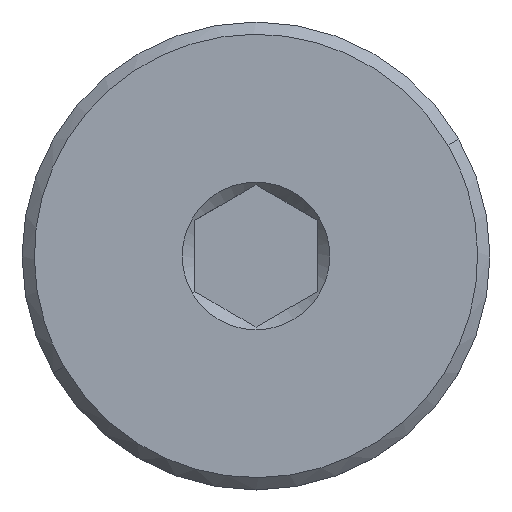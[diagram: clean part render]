
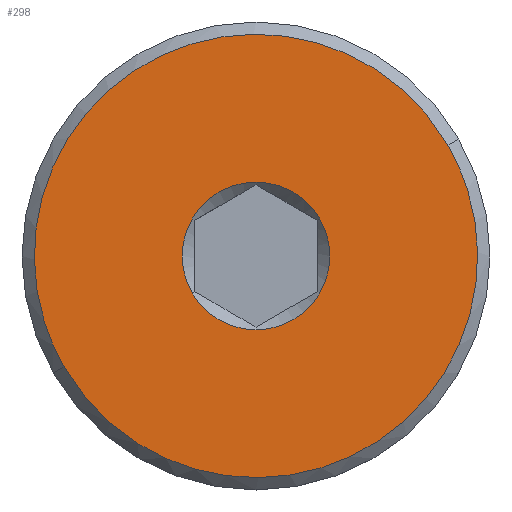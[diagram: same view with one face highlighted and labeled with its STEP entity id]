
A CAD part, top view. The second image highlights one B-rep face of the part: STEP entity #298.
In plain terms, the highlighted planar face has unit normal (0, 0, 1).
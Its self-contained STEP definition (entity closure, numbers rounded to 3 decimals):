
#65=AXIS2_PLACEMENT_3D('Circle Axis2P3D',#63,#64,$) ;
#214=AXIS2_PLACEMENT_3D('Circle Axis2P3D',#212,#213,$) ;
#232=AXIS2_PLACEMENT_3D('Plane Axis2P3D',#229,#230,#231) ;
#60=CARTESIAN_POINT('Vertex',(13.804,16.,21.5)) ;
#63=CARTESIAN_POINT('Axis2P3D Location',(19.,19.,21.5)) ;
#67=CARTESIAN_POINT('Vertex',(24.196,22.,21.5)) ;
#212=CARTESIAN_POINT('Axis2P3D Location',(19.,19.,21.5)) ;
#229=CARTESIAN_POINT('Axis2P3D Location',(19.,19.,21.5)) ;
#235=CARTESIAN_POINT('Control Point',(3.412,10.,21.5)) ;
#236=CARTESIAN_POINT('Control Point',(4.243,8.56,21.5)) ;
#237=CARTESIAN_POINT('Control Point',(5.241,7.216,21.5)) ;
#238=CARTESIAN_POINT('Control Point',(6.39,5.994,21.5)) ;
#239=CARTESIAN_POINT('Control Point',(8.95,3.836,21.5)) ;
#240=CARTESIAN_POINT('Control Point',(11.934,2.319,21.5)) ;
#241=CARTESIAN_POINT('Control Point',(13.507,1.737,21.5)) ;
#242=CARTESIAN_POINT('Control Point',(16.76,0.946,21.5)) ;
#243=CARTESIAN_POINT('Control Point',(20.108,0.918,21.5)) ;
#244=CARTESIAN_POINT('Control Point',(21.776,1.098,21.5)) ;
#245=CARTESIAN_POINT('Control Point',(25.04,1.84,21.5)) ;
#246=CARTESIAN_POINT('Control Point',(28.049,3.306,21.5)) ;
#247=CARTESIAN_POINT('Control Point',(29.463,4.211,21.5)) ;
#248=CARTESIAN_POINT('Control Point',(32.054,6.33,21.5)) ;
#249=CARTESIAN_POINT('Control Point',(34.095,8.983,21.5)) ;
#250=CARTESIAN_POINT('Control Point',(34.957,10.423,21.5)) ;
#251=CARTESIAN_POINT('Control Point',(36.333,13.475,21.5)) ;
#252=CARTESIAN_POINT('Control Point',(36.977,16.76,21.5)) ;
#253=CARTESIAN_POINT('Control Point',(37.107,18.433,21.5)) ;
#254=CARTESIAN_POINT('Control Point',(36.991,21.446,21.5)) ;
#255=CARTESIAN_POINT('Control Point',(36.26,24.365,21.5)) ;
#256=CARTESIAN_POINT('Control Point',(35.815,25.629,21.5)) ;
#257=CARTESIAN_POINT('Control Point',(35.255,26.845,21.5)) ;
#258=CARTESIAN_POINT('Control Point',(34.588,28.,21.5)) ;
#259=CARTESIAN_POINT('Vertex',(3.412,10.,21.5)) ;
#261=CARTESIAN_POINT('Vertex',(34.588,28.,21.5)) ;
#265=CARTESIAN_POINT('Control Point',(34.588,28.,21.5)) ;
#266=CARTESIAN_POINT('Control Point',(33.757,29.44,21.5)) ;
#267=CARTESIAN_POINT('Control Point',(32.759,30.784,21.5)) ;
#268=CARTESIAN_POINT('Control Point',(31.61,32.006,21.5)) ;
#269=CARTESIAN_POINT('Control Point',(29.05,34.164,21.5)) ;
#270=CARTESIAN_POINT('Control Point',(26.066,35.681,21.5)) ;
#271=CARTESIAN_POINT('Control Point',(24.493,36.263,21.5)) ;
#272=CARTESIAN_POINT('Control Point',(21.24,37.054,21.5)) ;
#273=CARTESIAN_POINT('Control Point',(17.892,37.082,21.5)) ;
#274=CARTESIAN_POINT('Control Point',(16.224,36.902,21.5)) ;
#275=CARTESIAN_POINT('Control Point',(12.96,36.16,21.5)) ;
#276=CARTESIAN_POINT('Control Point',(9.951,34.694,21.5)) ;
#277=CARTESIAN_POINT('Control Point',(8.537,33.789,21.5)) ;
#278=CARTESIAN_POINT('Control Point',(5.946,31.67,21.5)) ;
#279=CARTESIAN_POINT('Control Point',(3.905,29.017,21.5)) ;
#280=CARTESIAN_POINT('Control Point',(3.043,27.577,21.5)) ;
#281=CARTESIAN_POINT('Control Point',(1.667,24.525,21.5)) ;
#282=CARTESIAN_POINT('Control Point',(1.023,21.24,21.5)) ;
#283=CARTESIAN_POINT('Control Point',(0.893,19.567,21.5)) ;
#284=CARTESIAN_POINT('Control Point',(1.009,16.554,21.5)) ;
#285=CARTESIAN_POINT('Control Point',(1.74,13.635,21.5)) ;
#286=CARTESIAN_POINT('Control Point',(2.185,12.371,21.5)) ;
#287=CARTESIAN_POINT('Control Point',(2.745,11.155,21.5)) ;
#288=CARTESIAN_POINT('Control Point',(3.412,10.,21.5)) ;
#64=DIRECTION('Axis2P3D Direction',(0.,0.,1.)) ;
#213=DIRECTION('Axis2P3D Direction',(0.,0.,1.)) ;
#230=DIRECTION('Axis2P3D Direction',(0.,0.,-1.)) ;
#231=DIRECTION('Axis2P3D XDirection',(-0.866,-0.5,0.)) ;
#291=ORIENTED_EDGE('',*,*,#263,.T.) ;
#292=ORIENTED_EDGE('',*,*,#289,.T.) ;
#295=ORIENTED_EDGE('',*,*,#69,.T.) ;
#296=ORIENTED_EDGE('',*,*,#216,.T.) ;
#297=FACE_BOUND('',#294,.T.) ;
#298=ADVANCED_FACE('Schnitt-Rotation1',(#293,#297),#233,.F.) ;
#234=B_SPLINE_CURVE_WITH_KNOTS('',5,(#235,#236,#237,#238,#239,#240,#241,#242,#243,#244,#245,#246,#247,#248,#249,#250,#251,#252,#253,#254,#255,#256,#257,#258),.UNSPECIFIED.,.F.,.U.,(6,3,3,3,3,3,3,6),(0.,11.757,23.515,35.272,47.03,58.787,70.545,79.971),.UNSPECIFIED.) ;
#264=B_SPLINE_CURVE_WITH_KNOTS('',5,(#265,#266,#267,#268,#269,#270,#271,#272,#273,#274,#275,#276,#277,#278,#279,#280,#281,#282,#283,#284,#285,#286,#287,#288),.UNSPECIFIED.,.F.,.U.,(6,3,3,3,3,3,3,6),(0.,11.757,23.515,35.272,47.03,58.787,70.545,79.971),.UNSPECIFIED.) ;
#66=CIRCLE('generated circle',#65,6.) ;
#215=CIRCLE('generated circle',#214,6.) ;
#69=EDGE_CURVE('',#68,#61,#66,.F.) ;
#216=EDGE_CURVE('',#61,#68,#215,.F.) ;
#263=EDGE_CURVE('',#260,#262,#234,.T.) ;
#289=EDGE_CURVE('',#262,#260,#264,.T.) ;
#290=EDGE_LOOP('',(#291,#292)) ;
#294=EDGE_LOOP('',(#295,#296)) ;
#293=FACE_OUTER_BOUND('',#290,.T.) ;
#233=PLANE('',#232) ;
#61=VERTEX_POINT('',#60) ;
#68=VERTEX_POINT('',#67) ;
#260=VERTEX_POINT('',#259) ;
#262=VERTEX_POINT('',#261) ;
